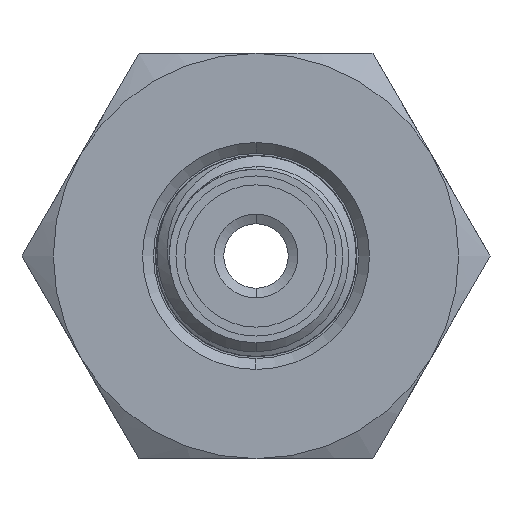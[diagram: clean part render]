
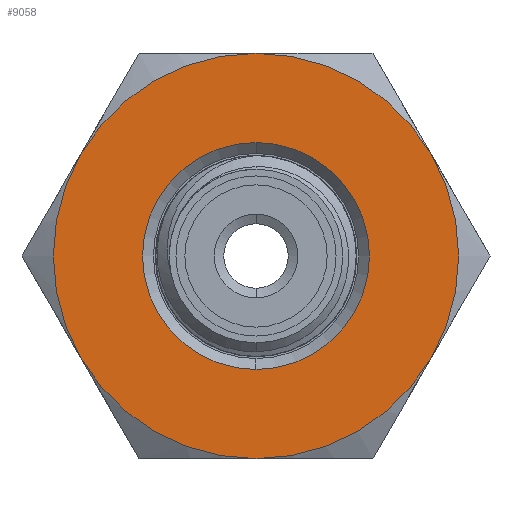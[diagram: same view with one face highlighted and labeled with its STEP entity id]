
A CAD part, left-side view. The second image highlights one B-rep face of the part: STEP entity #9058.
In plain terms, the highlighted planar face has unit normal (-1, 0, 0).
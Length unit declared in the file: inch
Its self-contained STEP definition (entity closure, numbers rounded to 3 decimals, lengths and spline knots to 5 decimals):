
#35 = ORIENTED_EDGE ( 'NONE', *, *, #10530, .F. ) ;
#131 = CIRCLE ( 'NONE', #7291, 0.315 ) ;
#144 = AXIS2_PLACEMENT_3D ( 'NONE', #3461, #860, #7183 ) ;
#258 = CIRCLE ( 'NONE', #10135, 0.5625 ) ;
#319 = EDGE_LOOP ( 'NONE', ( #7261, #6664 ) ) ;
#592 = CARTESIAN_POINT ( 'NONE',  ( -1.5385, 0., 0. ) ) ;
#593 = DIRECTION ( 'NONE',  ( 0., 0., -1. ) ) ;
#780 = ORIENTED_EDGE ( 'NONE', *, *, #2492, .F. ) ;
#860 = DIRECTION ( 'NONE',  ( 1., 0., 0. ) ) ;
#901 = DIRECTION ( 'NONE',  ( 0., 0., -1. ) ) ;
#1760 = ORIENTED_EDGE ( 'NONE', *, *, #9745, .F. ) ;
#1765 = CARTESIAN_POINT ( 'NONE',  ( -1.5385, 0.48714, -0.28125 ) ) ;
#1871 = AXIS2_PLACEMENT_3D ( 'NONE', #11089, #2855, #2896 ) ;
#1962 = CARTESIAN_POINT ( 'NONE',  ( -1.5385, -0.48714, -0.28125 ) ) ;
#2119 = CARTESIAN_POINT ( 'NONE',  ( -1.5385, 0., 0. ) ) ;
#2307 = EDGE_CURVE ( 'NONE', #10705, #11346, #5144, .T. ) ;
#2373 = CARTESIAN_POINT ( 'NONE',  ( -1.5385, -0.48714, 0.28125 ) ) ;
#2441 = DIRECTION ( 'NONE',  ( 1., 0., 0. ) ) ;
#2492 = EDGE_CURVE ( 'NONE', #9117, #2496, #9294, .T. ) ;
#2496 = VERTEX_POINT ( 'NONE', #8170 ) ;
#2783 = ORIENTED_EDGE ( 'NONE', *, *, #2307, .F. ) ;
#2855 = DIRECTION ( 'NONE',  ( 1., 0., 0. ) ) ;
#2896 = DIRECTION ( 'NONE',  ( 0., 0., -1. ) ) ;
#3036 = CARTESIAN_POINT ( 'NONE',  ( -1.5385, 0., 0. ) ) ;
#3461 = CARTESIAN_POINT ( 'NONE',  ( -1.5385, 0., 0. ) ) ;
#3630 = DIRECTION ( 'NONE',  ( 1., 0., 0. ) ) ;
#3722 = EDGE_CURVE ( 'NONE', #11346, #9926, #5132, .T. ) ;
#3762 = ORIENTED_EDGE ( 'NONE', *, *, #11085, .F. ) ;
#3788 = AXIS2_PLACEMENT_3D ( 'NONE', #9059, #3630, #9985 ) ;
#3878 = DIRECTION ( 'NONE',  ( 1., 0., 0. ) ) ;
#3961 = DIRECTION ( 'NONE',  ( 1., 0., 0. ) ) ;
#4115 = AXIS2_PLACEMENT_3D ( 'NONE', #4674, #11107, #901 ) ;
#4674 = CARTESIAN_POINT ( 'NONE',  ( -1.5385, 0., 0. ) ) ;
#5044 = AXIS2_PLACEMENT_3D ( 'NONE', #9868, #7158, #5263 ) ;
#5132 = CIRCLE ( 'NONE', #3788, 0.5625 ) ;
#5141 = DIRECTION ( 'NONE',  ( 1., 0., 0. ) ) ;
#5144 = CIRCLE ( 'NONE', #6103, 0.5625 ) ;
#5263 = DIRECTION ( 'NONE',  ( 0., 0., 1. ) ) ;
#5546 = VERTEX_POINT ( 'NONE', #7943 ) ;
#5695 = CARTESIAN_POINT ( 'NONE',  ( -1.5385, 0., -0.315 ) ) ;
#6103 = AXIS2_PLACEMENT_3D ( 'NONE', #11507, #2441, #593 ) ;
#6433 = CIRCLE ( 'NONE', #1871, 0.5625 ) ;
#6446 = EDGE_LOOP ( 'NONE', ( #1760, #35, #11777, #2783, #3762, #780 ) ) ;
#6664 = ORIENTED_EDGE ( 'NONE', *, *, #10060, .T. ) ;
#7158 = DIRECTION ( 'NONE',  ( -1., 0., 0. ) ) ;
#7183 = DIRECTION ( 'NONE',  ( 0., 0., -1. ) ) ;
#7261 = ORIENTED_EDGE ( 'NONE', *, *, #11265, .T. ) ;
#7291 = AXIS2_PLACEMENT_3D ( 'NONE', #2119, #3961, #7511 ) ;
#7323 = FACE_OUTER_BOUND ( 'NONE', #6446, .T. ) ;
#7511 = DIRECTION ( 'NONE',  ( 0., 0., -1. ) ) ;
#7570 = DIRECTION ( 'NONE',  ( 0., 0., -1. ) ) ;
#7943 = CARTESIAN_POINT ( 'NONE',  ( -1.5385, 0., -0.5625 ) ) ;
#7983 = VERTEX_POINT ( 'NONE', #5695 ) ;
#8068 = VERTEX_POINT ( 'NONE', #9459 ) ;
#8170 = CARTESIAN_POINT ( 'NONE',  ( -1.5385, 0.48714, 0.28125 ) ) ;
#8290 = CIRCLE ( 'NONE', #11126, 0.315 ) ;
#9058 = ADVANCED_FACE ( 'NONE', ( #11744, #7323 ), #11629, .T. ) ;
#9059 = CARTESIAN_POINT ( 'NONE',  ( -1.5385, 0., 0. ) ) ;
#9117 = VERTEX_POINT ( 'NONE', #1765 ) ;
#9294 = CIRCLE ( 'NONE', #4115, 0.5625 ) ;
#9459 = CARTESIAN_POINT ( 'NONE',  ( -1.5385, 0., 0.315 ) ) ;
#9745 = EDGE_CURVE ( 'NONE', #5546, #9117, #10462, .T. ) ;
#9868 = CARTESIAN_POINT ( 'NONE',  ( -1.5385, 0., -0.315 ) ) ;
#9897 = CARTESIAN_POINT ( 'NONE',  ( -1.5385, 0., 0.5625 ) ) ;
#9926 = VERTEX_POINT ( 'NONE', #1962 ) ;
#9985 = DIRECTION ( 'NONE',  ( 0., 0., -1. ) ) ;
#10060 = EDGE_CURVE ( 'NONE', #7983, #8068, #131, .T. ) ;
#10135 = AXIS2_PLACEMENT_3D ( 'NONE', #592, #5141, #10682 ) ;
#10462 = CIRCLE ( 'NONE', #144, 0.5625 ) ;
#10530 = EDGE_CURVE ( 'NONE', #9926, #5546, #258, .T. ) ;
#10682 = DIRECTION ( 'NONE',  ( 0., 0., -1. ) ) ;
#10705 = VERTEX_POINT ( 'NONE', #9897 ) ;
#11085 = EDGE_CURVE ( 'NONE', #2496, #10705, #6433, .T. ) ;
#11089 = CARTESIAN_POINT ( 'NONE',  ( -1.5385, 0., 0. ) ) ;
#11107 = DIRECTION ( 'NONE',  ( 1., 0., 0. ) ) ;
#11126 = AXIS2_PLACEMENT_3D ( 'NONE', #3036, #3878, #7570 ) ;
#11265 = EDGE_CURVE ( 'NONE', #8068, #7983, #8290, .T. ) ;
#11346 = VERTEX_POINT ( 'NONE', #2373 ) ;
#11507 = CARTESIAN_POINT ( 'NONE',  ( -1.5385, 0., 0. ) ) ;
#11629 = PLANE ( 'NONE',  #5044 ) ;
#11744 = FACE_BOUND ( 'NONE', #319, .T. ) ;
#11777 = ORIENTED_EDGE ( 'NONE', *, *, #3722, .F. ) ;
